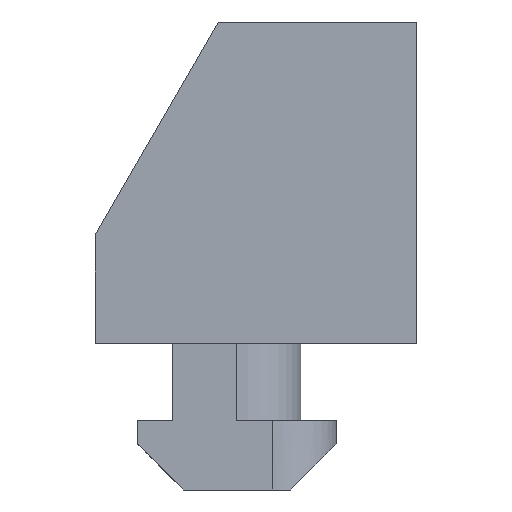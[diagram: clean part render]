
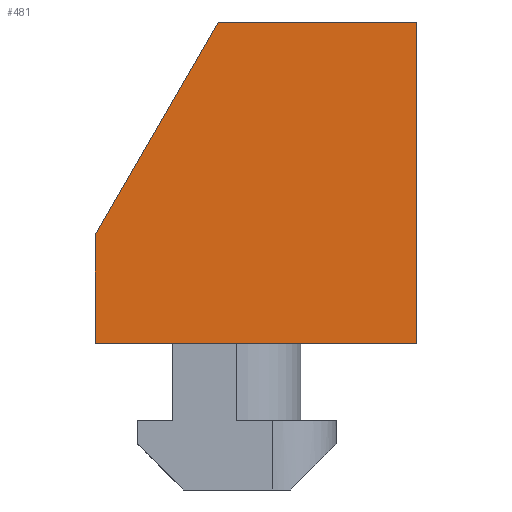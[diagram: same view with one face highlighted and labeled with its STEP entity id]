
A CAD part, left-side view. The second image highlights one B-rep face of the part: STEP entity #481.
In plain terms, the highlighted planar face has unit normal (-1, 0, 0).
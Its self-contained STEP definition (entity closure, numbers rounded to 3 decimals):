
#481=ADVANCED_FACE('',(#554),#555,.T.);
#554=FACE_OUTER_BOUND('',#637,.T.);
#555=PLANE('',#638);
#637=EDGE_LOOP('',(#885,#886,#887,#888,#889));
#638=AXIS2_PLACEMENT_3D('',#890,#891,#892);
#885=ORIENTED_EDGE('',*,*,#1054,.T.);
#886=ORIENTED_EDGE('',*,*,#1000,.T.);
#887=ORIENTED_EDGE('',*,*,#993,.T.);
#888=ORIENTED_EDGE('',*,*,#1055,.T.);
#889=ORIENTED_EDGE('',*,*,#1056,.T.);
#890=CARTESIAN_POINT('',(-9.25,0.0,0.0));
#891=DIRECTION('',(-1.0,0.0,0.0));
#892=DIRECTION('',(0.0,-1.0,0.0));
#993=EDGE_CURVE('',#1103,#1111,#1113,.T.);
#1000=EDGE_CURVE('',#1123,#1103,#1126,.F.);
#1054=EDGE_CURVE('',#1215,#1123,#1216,.T.);
#1055=EDGE_CURVE('',#1111,#1217,#1218,.T.);
#1056=EDGE_CURVE('',#1217,#1215,#1219,.T.);
#1103=VERTEX_POINT('',#1287);
#1111=VERTEX_POINT('',#1299);
#1113=LINE('',#1302,#1303);
#1123=VERTEX_POINT('',#1317);
#1126=LINE('',#1322,#1323);
#1215=VERTEX_POINT('',#1451);
#1216=LINE('',#1452,#1453);
#1217=VERTEX_POINT('',#1454);
#1218=LINE('',#1455,#1456);
#1219=LINE('',#1457,#1458);
#1287=CARTESIAN_POINT('',(-9.25,11.0,8.45));
#1299=CARTESIAN_POINT('',(-9.25,11.0,0.0));
#1302=CARTESIAN_POINT('',(-9.25,11.0,12.5));
#1303=VECTOR('',#1505,1.0);
#1317=CARTESIAN_POINT('',(-9.25,1.44,25.0));
#1322=CARTESIAN_POINT('',(-9.25,11.908,6.878));
#1323=VECTOR('',#1512,1.0);
#1451=CARTESIAN_POINT('',(-9.25,-14.0,25.0));
#1452=CARTESIAN_POINT('',(-9.25,-1.5,25.0));
#1453=VECTOR('',#1594,1.0);
#1454=CARTESIAN_POINT('',(-9.25,-14.0,0.0));
#1455=CARTESIAN_POINT('',(-9.25,-1.5,0.0));
#1456=VECTOR('',#1595,1.0);
#1457=CARTESIAN_POINT('',(-9.25,-14.0,12.5));
#1458=VECTOR('',#1596,1.0);
#1505=DIRECTION('',(0.0,0.,-1.0));
#1512=DIRECTION('',(0.0,-0.5,0.866));
#1594=DIRECTION('',(0.0,1.0,0.));
#1595=DIRECTION('',(0.0,-1.0,0.0));
#1596=DIRECTION('',(0.0,0.,1.0));
